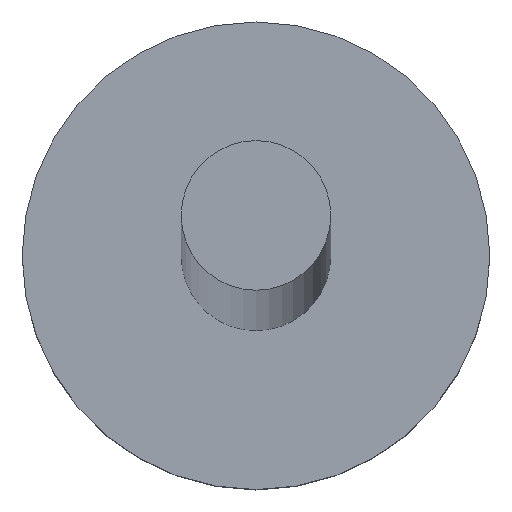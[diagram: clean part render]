
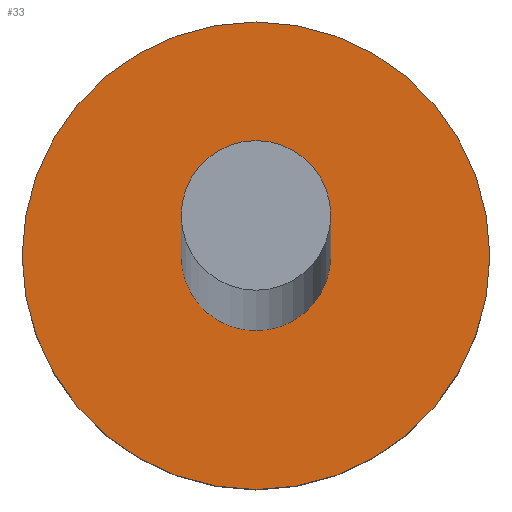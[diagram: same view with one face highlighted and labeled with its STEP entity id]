
A CAD part, top view. The second image highlights one B-rep face of the part: STEP entity #33.
In plain terms, the highlighted planar face has unit normal (0, 0, 1).
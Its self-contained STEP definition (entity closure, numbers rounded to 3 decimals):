
#4 = AXIS2_PLACEMENT_3D ( 'NONE', #11, #145, #108 ) ;
#8 = CARTESIAN_POINT ( 'NONE',  ( 0., 0., 1.2 ) ) ;
#9 = ORIENTED_EDGE ( 'NONE', *, *, #167, .T. ) ;
#11 = CARTESIAN_POINT ( 'NONE',  ( 0., 0., 1.2 ) ) ;
#25 = AXIS2_PLACEMENT_3D ( 'NONE', #158, #95, #97 ) ;
#32 = DIRECTION ( 'NONE',  ( 1., 0., 0. ) ) ;
#33 = ADVANCED_FACE ( 'NONE', ( #68, #132 ), #244, .T. ) ;
#34 = CARTESIAN_POINT ( 'NONE',  ( 0., 0., 1.2 ) ) ;
#36 = CIRCLE ( 'NONE', #184, 1.25 ) ;
#47 = VERTEX_POINT ( 'NONE', #149 ) ;
#53 = EDGE_CURVE ( 'NONE', #187, #150, #36, .T. ) ;
#59 = CIRCLE ( 'NONE', #245, 0.4 ) ;
#67 = ORIENTED_EDGE ( 'NONE', *, *, #141, .F. ) ;
#68 = FACE_BOUND ( 'NONE', #249, .T. ) ;
#79 = CARTESIAN_POINT ( 'NONE',  ( 0., 0., 1.2 ) ) ;
#95 = DIRECTION ( 'NONE',  ( 0., 0., 1. ) ) ;
#97 = DIRECTION ( 'NONE',  ( 1., 0., 0. ) ) ;
#98 = CIRCLE ( 'NONE', #25, 1.25 ) ;
#103 = VERTEX_POINT ( 'NONE', #255 ) ;
#108 = DIRECTION ( 'NONE',  ( 1., 0., 0. ) ) ;
#123 = ORIENTED_EDGE ( 'NONE', *, *, #53, .T. ) ;
#125 = ORIENTED_EDGE ( 'NONE', *, *, #207, .F. ) ;
#126 = AXIS2_PLACEMENT_3D ( 'NONE', #79, #136, #140 ) ;
#129 = CIRCLE ( 'NONE', #126, 0.4 ) ;
#132 = FACE_OUTER_BOUND ( 'NONE', #203, .T. ) ;
#136 = DIRECTION ( 'NONE',  ( 0., 0., 1. ) ) ;
#140 = DIRECTION ( 'NONE',  ( 1., 0., 0. ) ) ;
#141 = EDGE_CURVE ( 'NONE', #47, #103, #129, .T. ) ;
#145 = DIRECTION ( 'NONE',  ( 0., 0., 1. ) ) ;
#149 = CARTESIAN_POINT ( 'NONE',  ( -0.4, 0., 1.2 ) ) ;
#150 = VERTEX_POINT ( 'NONE', #213 ) ;
#158 = CARTESIAN_POINT ( 'NONE',  ( 0., 0., 1.2 ) ) ;
#167 = EDGE_CURVE ( 'NONE', #150, #187, #98, .T. ) ;
#184 = AXIS2_PLACEMENT_3D ( 'NONE', #8, #206, #205 ) ;
#187 = VERTEX_POINT ( 'NONE', #210 ) ;
#203 = EDGE_LOOP ( 'NONE', ( #123, #9 ) ) ;
#205 = DIRECTION ( 'NONE',  ( 1., 0., 0. ) ) ;
#206 = DIRECTION ( 'NONE',  ( 0., 0., 1. ) ) ;
#207 = EDGE_CURVE ( 'NONE', #103, #47, #59, .T. ) ;
#210 = CARTESIAN_POINT ( 'NONE',  ( -1.25, 0., 1.2 ) ) ;
#213 = CARTESIAN_POINT ( 'NONE',  ( 1.25, 0., 1.2 ) ) ;
#234 = DIRECTION ( 'NONE',  ( 0., 0., 1. ) ) ;
#244 = PLANE ( 'NONE',  #4 ) ;
#245 = AXIS2_PLACEMENT_3D ( 'NONE', #34, #234, #32 ) ;
#249 = EDGE_LOOP ( 'NONE', ( #67, #125 ) ) ;
#255 = CARTESIAN_POINT ( 'NONE',  ( 0.4, 0., 1.2 ) ) ;
